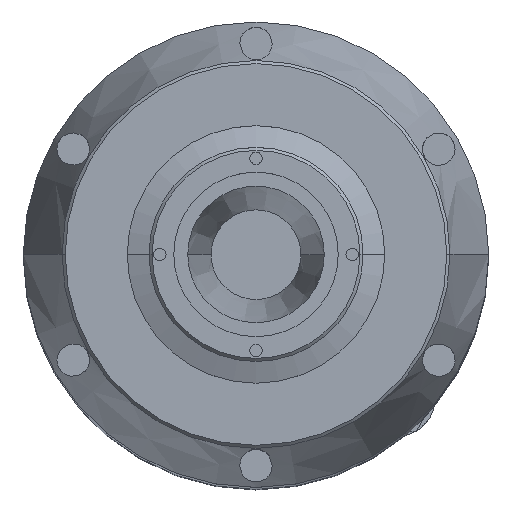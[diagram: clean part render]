
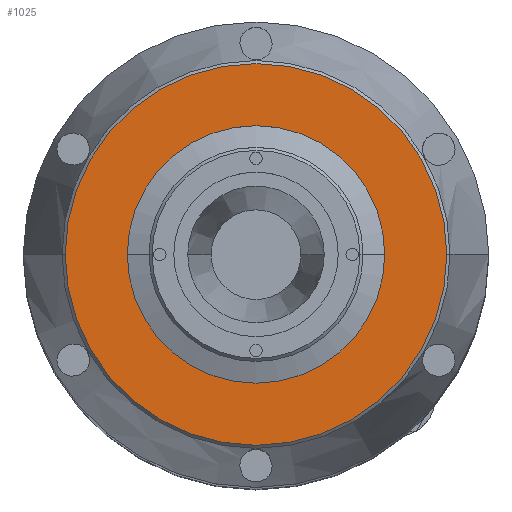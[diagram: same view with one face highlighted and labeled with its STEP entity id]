
A CAD part, top view. The second image highlights one B-rep face of the part: STEP entity #1025.
In plain terms, the highlighted face is planar.
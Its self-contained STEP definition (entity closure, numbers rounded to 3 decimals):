
#327 = ORIENTED_EDGE ( 'NONE', *, *, #3003, .F. ) ;
#431 = CIRCLE ( 'NONE', #919, 61.5 ) ;
#757 = DIRECTION ( 'NONE',  ( 1., 0., 0. ) ) ;
#882 = ORIENTED_EDGE ( 'NONE', *, *, #3446, .F. ) ;
#919 = AXIS2_PLACEMENT_3D ( 'NONE', #7332, #757, #7299 ) ;
#1025 = ADVANCED_FACE ( 'NONE', ( #7615, #4294 ), #1048, .T. ) ;
#1048 = PLANE ( 'NONE',  #4348 ) ;
#1088 = AXIS2_PLACEMENT_3D ( 'NONE', #8445, #7751, #1821 ) ;
#1159 = CIRCLE ( 'NONE', #2107, 61.5 ) ;
#1352 = EDGE_CURVE ( 'NONE', #5318, #3838, #7724, .T. ) ;
#1490 = CIRCLE ( 'NONE', #1088, 38. ) ;
#1821 = DIRECTION ( 'NONE',  ( 0., 0., -1. ) ) ;
#2107 = AXIS2_PLACEMENT_3D ( 'NONE', #7142, #8422, #5166 ) ;
#2244 = DIRECTION ( 'NONE',  ( 1., 0., 0. ) ) ;
#2426 = EDGE_LOOP ( 'NONE', ( #882, #327 ) ) ;
#3003 = EDGE_CURVE ( 'NONE', #3687, #4877, #1159, .T. ) ;
#3113 = ORIENTED_EDGE ( 'NONE', *, *, #1352, .T. ) ;
#3446 = EDGE_CURVE ( 'NONE', #4877, #3687, #431, .T. ) ;
#3540 = CARTESIAN_POINT ( 'NONE',  ( 6.995, 0., 0. ) ) ;
#3687 = VERTEX_POINT ( 'NONE', #8161 ) ;
#3707 = CARTESIAN_POINT ( 'NONE',  ( 6.995, 61.5, 0. ) ) ;
#3738 = EDGE_LOOP ( 'NONE', ( #3113, #3756 ) ) ;
#3756 = ORIENTED_EDGE ( 'NONE', *, *, #7560, .T. ) ;
#3838 = VERTEX_POINT ( 'NONE', #7749 ) ;
#4062 = CARTESIAN_POINT ( 'NONE',  ( 6.995, 0., -61.5 ) ) ;
#4294 = FACE_OUTER_BOUND ( 'NONE', #2426, .T. ) ;
#4348 = AXIS2_PLACEMENT_3D ( 'NONE', #3707, #5536, #6820 ) ;
#4844 = AXIS2_PLACEMENT_3D ( 'NONE', #3540, #2244, #6781 ) ;
#4877 = VERTEX_POINT ( 'NONE', #4062 ) ;
#5166 = DIRECTION ( 'NONE',  ( 0., 0., -1. ) ) ;
#5318 = VERTEX_POINT ( 'NONE', #6038 ) ;
#5536 = DIRECTION ( 'NONE',  ( -1., 0., 0. ) ) ;
#6038 = CARTESIAN_POINT ( 'NONE',  ( 6.995, 0., -38. ) ) ;
#6781 = DIRECTION ( 'NONE',  ( 0., 0., -1. ) ) ;
#6820 = DIRECTION ( 'NONE',  ( 0., 0., 1. ) ) ;
#7142 = CARTESIAN_POINT ( 'NONE',  ( 6.995, 0., 0. ) ) ;
#7299 = DIRECTION ( 'NONE',  ( 0., 0., -1. ) ) ;
#7332 = CARTESIAN_POINT ( 'NONE',  ( 6.995, 0., 0. ) ) ;
#7560 = EDGE_CURVE ( 'NONE', #3838, #5318, #1490, .T. ) ;
#7615 = FACE_BOUND ( 'NONE', #3738, .T. ) ;
#7724 = CIRCLE ( 'NONE', #4844, 38. ) ;
#7749 = CARTESIAN_POINT ( 'NONE',  ( 6.995, 0., 38. ) ) ;
#7751 = DIRECTION ( 'NONE',  ( 1., 0., 0. ) ) ;
#8161 = CARTESIAN_POINT ( 'NONE',  ( 6.995, 0., 61.5 ) ) ;
#8422 = DIRECTION ( 'NONE',  ( 1., 0., 0. ) ) ;
#8445 = CARTESIAN_POINT ( 'NONE',  ( 6.995, 0., 0. ) ) ;
